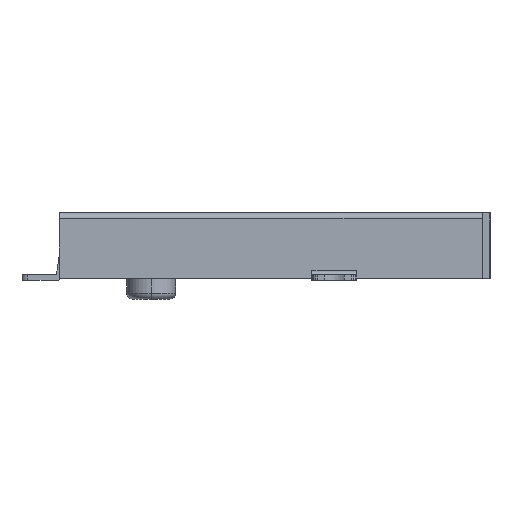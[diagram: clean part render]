
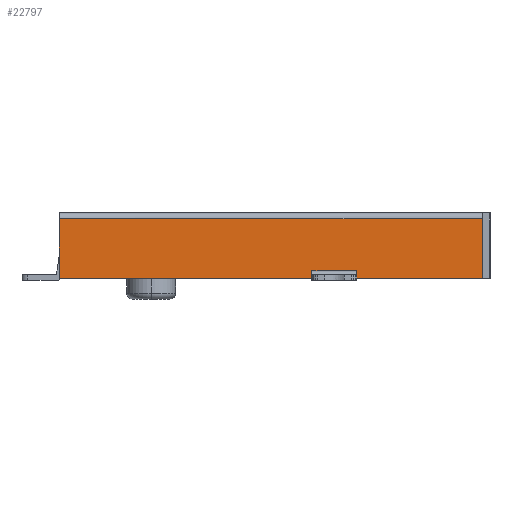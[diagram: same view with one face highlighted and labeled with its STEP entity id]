
A CAD part, left-side view. The second image highlights one B-rep face of the part: STEP entity #22797.
In plain terms, the highlighted planar face has unit normal (-1, 0, 0).
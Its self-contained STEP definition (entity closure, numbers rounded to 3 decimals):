
#208=DIRECTION('',(0.,-1.,0.));
#209=VECTOR('',#208,6.743);
#210=CARTESIAN_POINT('',(-6.85,11.898,0.));
#211=LINE('',#210,#209);
#216=DIRECTION('',(0.,-1.,0.));
#217=VECTOR('',#216,3.349);
#218=CARTESIAN_POINT('',(-6.85,3.954,
0.));
#219=LINE('',#218,#217);
#7244=CARTESIAN_POINT('',(-6.85,0.605,1.6));
#7246=DIRECTION('',(0.,0.,1.));
#7247=VECTOR('',#7246,1.6);
#7248=CARTESIAN_POINT('',(-6.85,0.605,0.));
#7249=LINE('',#7248,#7247);
#7250=DIRECTION('',(0.,-1.,0.));
#7251=VECTOR('',#7250,11.294);
#7252=CARTESIAN_POINT('',(-6.85,11.898,1.6));
#7253=LINE('',#7252,#7251);
#7254=DIRECTION('',(0.,1.,0.));
#7255=VECTOR('',#7254,1.201);
#7256=CARTESIAN_POINT('',(-6.85,3.954,0.2));
#7257=LINE('',#7256,#7255);
#7258=DIRECTION('',(0.,0.,1.));
#7259=VECTOR('',#7258,1.6);
#7260=CARTESIAN_POINT('',(-6.85,11.898,0.));
#7261=LINE('',#7260,#7259);
#7271=DIRECTION('',(0.,0.,-1.));
#7272=VECTOR('',#7271,0.2);
#7273=CARTESIAN_POINT('',(-6.85,3.954,0.2));
#7274=LINE('',#7273,#7272);
#7280=DIRECTION('',(0.,0.,1.));
#7281=VECTOR('',#7280,0.2);
#7282=CARTESIAN_POINT('',(-6.85,5.155,
0.));
#7283=LINE('',#7282,#7281);
#9967=CARTESIAN_POINT('',(-6.85,3.954,0.2));
#9968=CARTESIAN_POINT('',(-6.85,5.155,0.2));
#9969=VERTEX_POINT('',#9967);
#9970=VERTEX_POINT('',#9968);
#9984=CARTESIAN_POINT('',(-6.85,3.954,
0.));
#9986=VERTEX_POINT('',#9984);
#9987=CARTESIAN_POINT('',(-6.85,5.155,
0.));
#9988=VERTEX_POINT('',#9987);
#10001=CARTESIAN_POINT('',(-6.85,11.898,0.));
#10002=VERTEX_POINT('',#10001);
#11053=CARTESIAN_POINT('',(-6.85,11.898,1.6));
#11055=VERTEX_POINT('',#11053);
#12733=CARTESIAN_POINT('',(-6.85,0.605,0.));
#12735=VERTEX_POINT('',#12733);
#12744=VERTEX_POINT('',#7244);
#22778=CARTESIAN_POINT('',(-6.85,11.898,0.));
#22779=DIRECTION('',(-1.,0.,0.));
#22780=DIRECTION('',(0.,-1.,0.));
#22781=AXIS2_PLACEMENT_3D('',#22778,#22779,#22780);
#22782=PLANE('',#22781);
#22783=ORIENTED_EDGE('',*,*,#22770,.T.);
#22784=ORIENTED_EDGE('',*,*,#22759,.F.);
#22785=ORIENTED_EDGE('',*,*,#12842,.F.);
#22787=ORIENTED_EDGE('',*,*,#22786,.F.);
#22789=ORIENTED_EDGE('',*,*,#22788,.T.);
#22791=ORIENTED_EDGE('',*,*,#22790,.F.);
#22792=ORIENTED_EDGE('',*,*,#12838,.F.);
#22794=ORIENTED_EDGE('',*,*,#22793,.T.);
#22795=EDGE_LOOP('',(#22783,#22784,#22785,#22787,#22789,#22791,#22792,#22794));
#22796=FACE_OUTER_BOUND('',#22795,.F.);
#12838=EDGE_CURVE('',#10002,#9988,#211,.T.);
#12842=EDGE_CURVE('',#9986,#12735,#219,.T.);
#22759=EDGE_CURVE('',#12735,#12744,#7249,.T.);
#22770=EDGE_CURVE('',#11055,#12744,#7253,.T.);
#22786=EDGE_CURVE('',#9969,#9986,#7274,.T.);
#22788=EDGE_CURVE('',#9969,#9970,#7257,.T.);
#22790=EDGE_CURVE('',#9988,#9970,#7283,.T.);
#22793=EDGE_CURVE('',#10002,#11055,#7261,.T.);
#22797=ADVANCED_FACE('',(#22796),#22782,.T.);
